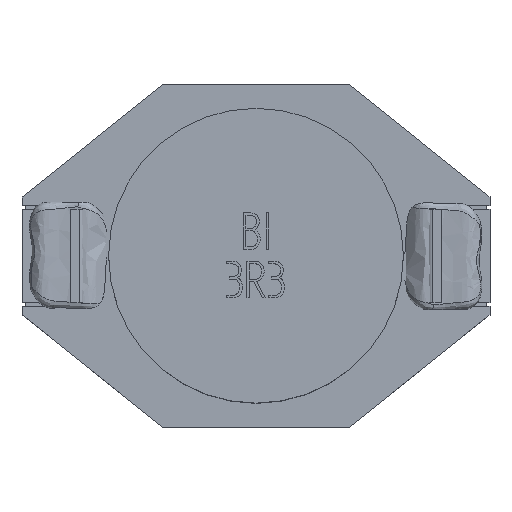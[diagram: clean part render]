
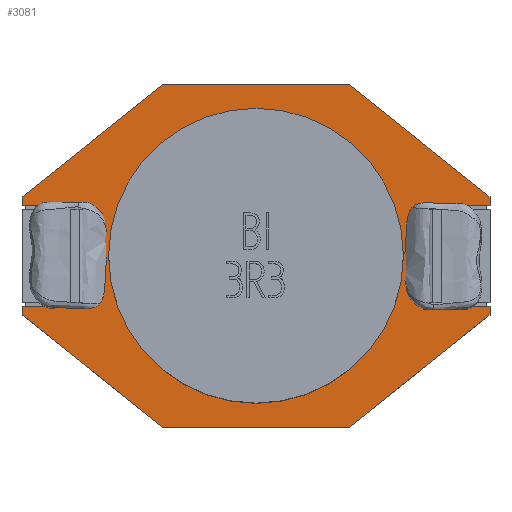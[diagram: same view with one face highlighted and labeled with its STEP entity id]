
A CAD part, top view. The second image highlights one B-rep face of the part: STEP entity #3081.
In plain terms, the highlighted planar face has unit normal (0, 0, 1).
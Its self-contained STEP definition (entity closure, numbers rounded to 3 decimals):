
#103=LINE('',#4152,#333);
#104=LINE('',#4154,#334);
#105=LINE('',#4156,#335);
#106=LINE('',#4158,#336);
#107=LINE('',#4160,#337);
#108=LINE('',#4162,#338);
#109=LINE('',#4164,#339);
#110=LINE('',#4166,#340);
#111=LINE('',#4168,#341);
#112=LINE('',#4170,#342);
#113=LINE('',#4172,#343);
#114=LINE('',#4174,#344);
#115=LINE('',#4176,#345);
#116=LINE('',#4178,#346);
#117=LINE('',#4180,#347);
#118=LINE('',#4182,#348);
#119=LINE('',#4184,#349);
#120=LINE('',#4186,#350);
#121=LINE('',#4188,#351);
#122=LINE('',#4190,#352);
#123=LINE('',#4192,#353);
#124=LINE('',#4194,#354);
#333=VECTOR('',#3379,1000.);
#334=VECTOR('',#3380,1000.);
#335=VECTOR('',#3381,1000.);
#336=VECTOR('',#3382,1000.);
#337=VECTOR('',#3383,1000.);
#338=VECTOR('',#3384,1000.);
#339=VECTOR('',#3385,1000.);
#340=VECTOR('',#3386,1000.);
#341=VECTOR('',#3387,1000.);
#342=VECTOR('',#3388,1000.);
#343=VECTOR('',#3389,1000.);
#344=VECTOR('',#3390,1000.);
#345=VECTOR('',#3391,1000.);
#346=VECTOR('',#3392,1000.);
#347=VECTOR('',#3393,1000.);
#348=VECTOR('',#3394,1000.);
#349=VECTOR('',#3395,1000.);
#350=VECTOR('',#3396,1000.);
#351=VECTOR('',#3397,1000.);
#352=VECTOR('',#3398,1000.);
#353=VECTOR('',#3399,1000.);
#354=VECTOR('',#3400,1000.);
#540=CIRCLE('',#3224,4.);
#627=ORIENTED_EDGE('',*,*,#1289,.F.);
#628=ORIENTED_EDGE('',*,*,#1290,.T.);
#629=ORIENTED_EDGE('',*,*,#1291,.F.);
#630=ORIENTED_EDGE('',*,*,#1292,.F.);
#631=ORIENTED_EDGE('',*,*,#1293,.F.);
#632=ORIENTED_EDGE('',*,*,#1294,.F.);
#633=ORIENTED_EDGE('',*,*,#1295,.F.);
#634=ORIENTED_EDGE('',*,*,#1296,.T.);
#635=ORIENTED_EDGE('',*,*,#1297,.F.);
#636=ORIENTED_EDGE('',*,*,#1298,.T.);
#637=ORIENTED_EDGE('',*,*,#1299,.T.);
#638=ORIENTED_EDGE('',*,*,#1300,.F.);
#639=ORIENTED_EDGE('',*,*,#1301,.T.);
#640=ORIENTED_EDGE('',*,*,#1302,.F.);
#641=ORIENTED_EDGE('',*,*,#1303,.F.);
#642=ORIENTED_EDGE('',*,*,#1304,.F.);
#643=ORIENTED_EDGE('',*,*,#1305,.F.);
#644=ORIENTED_EDGE('',*,*,#1306,.F.);
#645=ORIENTED_EDGE('',*,*,#1307,.T.);
#646=ORIENTED_EDGE('',*,*,#1308,.T.);
#647=ORIENTED_EDGE('',*,*,#1309,.T.);
#648=ORIENTED_EDGE('',*,*,#1310,.T.);
#649=ORIENTED_EDGE('',*,*,#1311,.T.);
#1289=EDGE_CURVE('',#1619,#1611,#103,.T.);
#1290=EDGE_CURVE('',#1619,#1620,#104,.T.);
#1291=EDGE_CURVE('',#1621,#1620,#105,.T.);
#1292=EDGE_CURVE('',#1622,#1621,#106,.T.);
#1293=EDGE_CURVE('',#1623,#1622,#107,.T.);
#1294=EDGE_CURVE('',#1624,#1623,#108,.T.);
#1295=EDGE_CURVE('',#1625,#1624,#109,.T.);
#1296=EDGE_CURVE('',#1625,#1626,#110,.T.);
#1297=EDGE_CURVE('',#1627,#1626,#111,.T.);
#1298=EDGE_CURVE('',#1627,#1628,#112,.T.);
#1299=EDGE_CURVE('',#1628,#1629,#113,.T.);
#1300=EDGE_CURVE('',#1630,#1629,#114,.T.);
#1301=EDGE_CURVE('',#1630,#1631,#115,.T.);
#1302=EDGE_CURVE('',#1632,#1631,#116,.T.);
#1303=EDGE_CURVE('',#1633,#1632,#117,.T.);
#1304=EDGE_CURVE('',#1634,#1633,#118,.T.);
#1305=EDGE_CURVE('',#1635,#1634,#119,.T.);
#1306=EDGE_CURVE('',#1636,#1635,#120,.T.);
#1307=EDGE_CURVE('',#1636,#1637,#121,.T.);
#1308=EDGE_CURVE('',#1637,#1638,#122,.T.);
#1309=EDGE_CURVE('',#1638,#1639,#123,.T.);
#1310=EDGE_CURVE('',#1639,#1611,#124,.T.);
#1311=EDGE_CURVE('',#1640,#1640,#540,.T.);
#1611=VERTEX_POINT('',#4133);
#1619=VERTEX_POINT('',#4153);
#1620=VERTEX_POINT('',#4155);
#1621=VERTEX_POINT('',#4157);
#1622=VERTEX_POINT('',#4159);
#1623=VERTEX_POINT('',#4161);
#1624=VERTEX_POINT('',#4163);
#1625=VERTEX_POINT('',#4165);
#1626=VERTEX_POINT('',#4167);
#1627=VERTEX_POINT('',#4169);
#1628=VERTEX_POINT('',#4171);
#1629=VERTEX_POINT('',#4173);
#1630=VERTEX_POINT('',#4175);
#1631=VERTEX_POINT('',#4177);
#1632=VERTEX_POINT('',#4179);
#1633=VERTEX_POINT('',#4181);
#1634=VERTEX_POINT('',#4183);
#1635=VERTEX_POINT('',#4185);
#1636=VERTEX_POINT('',#4187);
#1637=VERTEX_POINT('',#4189);
#1638=VERTEX_POINT('',#4191);
#1639=VERTEX_POINT('',#4193);
#1640=VERTEX_POINT('',#4196);
#1890=EDGE_LOOP('',(#627,#628,#629,#630,#631,#632,#633,#634,#635,#636,#637,
#638,#639,#640,#641,#642,#643,#644,#645,#646,#647,#648));
#1891=EDGE_LOOP('',(#649));
#2033=FACE_BOUND('',#1890,.T.);
#2034=FACE_BOUND('',#1891,.T.);
#2170=PLANE('',#3223);
#3081=ADVANCED_FACE('',(#2033,#2034),#2170,.F.);
#3223=AXIS2_PLACEMENT_3D('',#4151,#3377,#3378);
#3224=AXIS2_PLACEMENT_3D('',#4195,#3401,#3402);
#3377=DIRECTION('',(0.,0.,-1.));
#3378=DIRECTION('',(-1.,0.,0.));
#3379=DIRECTION('',(0.,-1.,0.));
#3380=DIRECTION('',(1.,0.,0.));
#3381=DIRECTION('',(0.,-1.,0.));
#3382=DIRECTION('',(0.781,-0.625,0.));
#3383=DIRECTION('',(1.,0.,0.));
#3384=DIRECTION('',(0.781,0.625,0.));
#3385=DIRECTION('',(0.,1.,0.));
#3386=DIRECTION('',(1.,0.,0.));
#3387=DIRECTION('',(0.,1.,0.));
#3388=DIRECTION('',(0.,-1.,0.));
#3389=DIRECTION('',(-1.,0.,0.));
#3390=DIRECTION('',(0.,1.,0.));
#3391=DIRECTION('',(-1.,0.,0.));
#3392=DIRECTION('',(0.,1.,0.));
#3393=DIRECTION('',(-0.781,0.625,0.));
#3394=DIRECTION('',(-1.,0.,0.));
#3395=DIRECTION('',(-0.781,-0.625,0.));
#3396=DIRECTION('',(0.,-1.,0.));
#3397=DIRECTION('',(-1.,0.,0.));
#3398=DIRECTION('',(0.,1.,0.));
#3399=DIRECTION('',(1.,0.,0.));
#3400=DIRECTION('',(0.,1.,0.));
#3401=DIRECTION('',(0.,0.,-1.));
#3402=DIRECTION('',(1.,0.,0.));
#4133=CARTESIAN_POINT('',(4.648,1.27,1.73));
#4151=CARTESIAN_POINT('',(0.,0.,1.73));
#4152=CARTESIAN_POINT('',(4.648,1.27,1.73));
#4153=CARTESIAN_POINT('',(4.648,1.37,1.73));
#4154=CARTESIAN_POINT('',(0.,1.37,1.73));
#4155=CARTESIAN_POINT('',(6.35,1.37,1.73));
#4156=CARTESIAN_POINT('',(6.35,0.,1.73));
#4157=CARTESIAN_POINT('',(6.35,1.6,1.73));
#4158=CARTESIAN_POINT('',(6.475,1.5,1.73));
#4159=CARTESIAN_POINT('',(2.538,4.65,1.73));
#4160=CARTESIAN_POINT('',(-2.475,4.65,1.73));
#4161=CARTESIAN_POINT('',(-2.538,4.65,1.73));
#4162=CARTESIAN_POINT('',(-6.475,1.5,1.73));
#4163=CARTESIAN_POINT('',(-6.35,1.6,1.73));
#4164=CARTESIAN_POINT('',(-6.35,0.,1.73));
#4165=CARTESIAN_POINT('',(-6.35,1.37,1.73));
#4166=CARTESIAN_POINT('',(-6.572,1.37,1.73));
#4167=CARTESIAN_POINT('',(-4.648,1.37,1.73));
#4168=CARTESIAN_POINT('',(-4.648,0.,1.73));
#4169=CARTESIAN_POINT('',(-4.648,1.27,1.73));
#4170=CARTESIAN_POINT('',(-4.648,0.,1.73));
#4171=CARTESIAN_POINT('',(-4.648,-1.27,1.73));
#4172=CARTESIAN_POINT('',(-0.097,-1.27,1.73));
#4173=CARTESIAN_POINT('',(-4.65,-1.27,1.73));
#4174=CARTESIAN_POINT('',(-4.65,0.,1.73));
#4175=CARTESIAN_POINT('',(-4.65,-1.37,1.73));
#4176=CARTESIAN_POINT('',(-4.032,-1.37,1.73));
#4177=CARTESIAN_POINT('',(-6.35,-1.37,1.73));
#4178=CARTESIAN_POINT('',(-6.35,0.,1.73));
#4179=CARTESIAN_POINT('',(-6.35,-1.6,1.73));
#4180=CARTESIAN_POINT('',(-6.475,-1.5,1.73));
#4181=CARTESIAN_POINT('',(-2.538,-4.65,1.73));
#4182=CARTESIAN_POINT('',(2.475,-4.65,1.73));
#4183=CARTESIAN_POINT('',(2.538,-4.65,1.73));
#4184=CARTESIAN_POINT('',(6.475,-1.5,1.73));
#4185=CARTESIAN_POINT('',(6.35,-1.6,1.73));
#4186=CARTESIAN_POINT('',(6.35,0.,1.73));
#4187=CARTESIAN_POINT('',(6.35,-1.37,1.73));
#4188=CARTESIAN_POINT('',(0.,-1.37,1.73));
#4189=CARTESIAN_POINT('',(4.549,-1.37,1.73));
#4190=CARTESIAN_POINT('',(4.549,-1.27,1.73));
#4191=CARTESIAN_POINT('',(4.549,-1.27,1.73));
#4192=CARTESIAN_POINT('',(0.097,-1.27,1.73));
#4193=CARTESIAN_POINT('',(4.648,-1.27,1.73));
#4194=CARTESIAN_POINT('',(4.648,0.,1.73));
#4195=CARTESIAN_POINT('',(0.,0.,1.73));
#4196=CARTESIAN_POINT('',(4.,0.,1.73));
